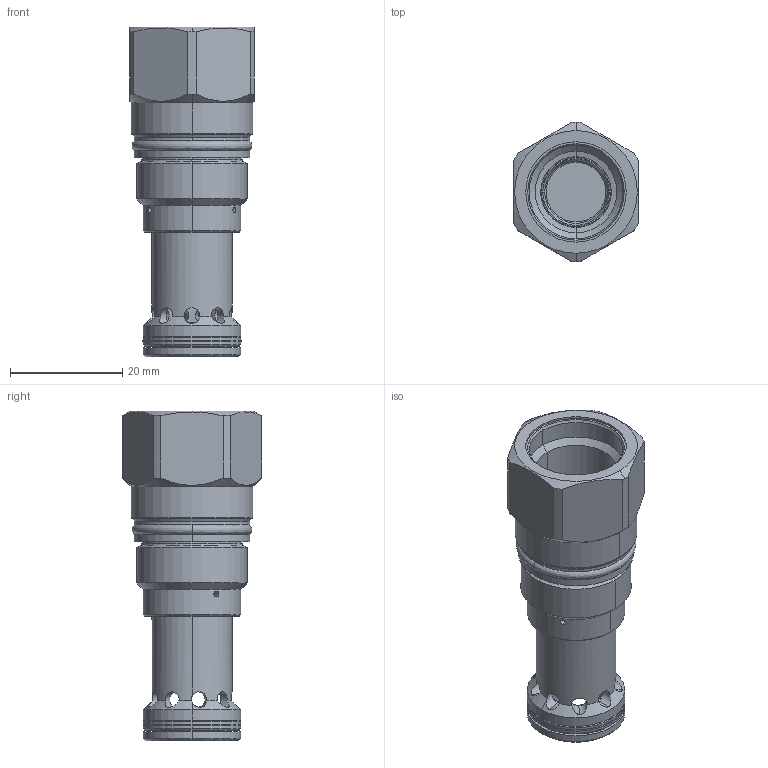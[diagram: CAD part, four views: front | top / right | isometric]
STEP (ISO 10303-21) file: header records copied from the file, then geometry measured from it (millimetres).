
FILE_DESCRIPTION((''),'2;1');
FILE_NAME('RPES8-WN_PRT','2017-01-24T',('Administrator'),(''),'PRO/ENGINEER BY PARAMETRIC TECHNOLOGY CORPORATION, 2006240','PRO/ENGINEER BY PARAMETRIC TECHNOLOGY CORPORATION, 2006240','');
FILE_SCHEMA(('CONFIG_CONTROL_DESIGN'));
Length unit declared in the file: inch
Products named in the file (1): RPES8-WN_PRT
Bounding box: 22.23 x 24.84 x 58.75 mm (x, y, z)
Volume: 11733.4 mm3; surface area: 6955 mm2
Topology: 2 solids, 2 shells, 170 faces, 446 edges, 276 vertices
Faces by surface type: cylinder 77, cone 34, plane 31, torus 18, revolution 8, sphere 2
Entity records: 7360 total; most frequent: CARTESIAN_POINT 3165, ORIENTED_EDGE 892, DIRECTION 863, EDGE_CURVE 446, AXIS2_PLACEMENT_3D 361, VERTEX_POINT 276, CIRCLE 199, EDGE_LOOP 186
